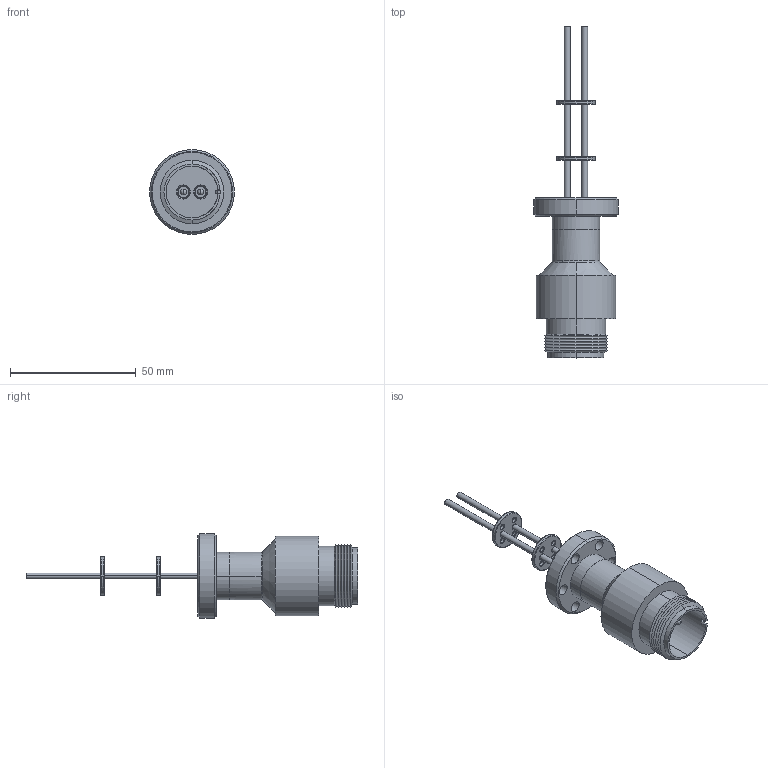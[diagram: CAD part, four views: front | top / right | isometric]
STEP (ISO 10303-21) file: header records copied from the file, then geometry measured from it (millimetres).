
FILE_DESCRIPTION (( 'STEP AP203' ), '1' );
FILE_NAME ('A2568-1-CF.STEP', '2013-03-20T18:21:35', ( '' ), ( '' ), 'SwSTEP 2.0', 'SolidWorks 2012', '' );
FILE_SCHEMA (( 'CONFIG_CONTROL_DESIGN' ));
Length unit declared in the file: inch
Products named in the file (1): A2568-1-CF
Bounding box: 33.78 x 132.19 x 33.78 mm (x, y, z)
Volume: 16900.1 mm3; surface area: 17942.7 mm2
Topology: 1 solids, 1 shells, 249 faces, 626 edges, 401 vertices
Faces by surface type: cone 98, cylinder 96, plane 39, bspline 16
Entity records: 8265 total; most frequent: CARTESIAN_POINT 1902, DIRECTION 1463, ORIENTED_EDGE 1244, EDGE_CURVE 622, AXIS2_PLACEMENT_3D 622, VERTEX_POINT 401, CIRCLE 388, EDGE_LOOP 307
